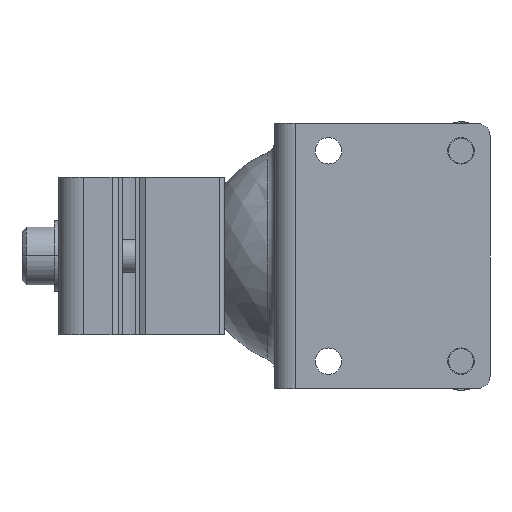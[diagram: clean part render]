
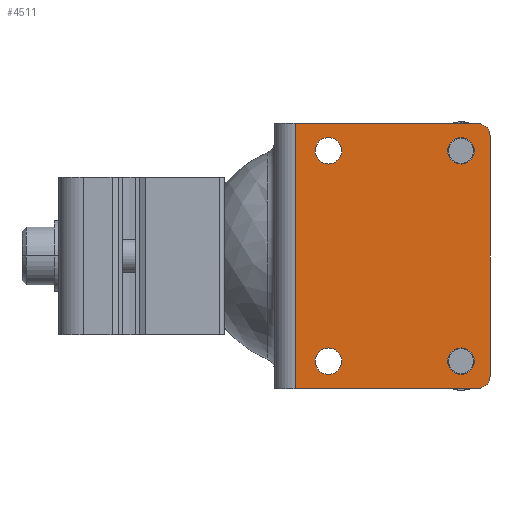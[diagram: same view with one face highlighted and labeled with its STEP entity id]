
A CAD part, left-side view. The second image highlights one B-rep face of the part: STEP entity #4511.
In plain terms, the highlighted planar face has unit normal (-1, 0, 0).
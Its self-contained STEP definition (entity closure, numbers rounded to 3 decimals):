
#3910=DIRECTION('',(0.,0.,1.));
#3911=VECTOR('',#3910,29.);
#3912=CARTESIAN_POINT('',(-20.,-21.3,-14.5));
#3913=LINE('',#3912,#3911);
#3922=DIRECTION('',(0.,1.,0.));
#3923=VECTOR('',#3922,22.);
#3924=CARTESIAN_POINT('',(-20.,-19.8,16.));
#3925=LINE('',#3924,#3923);
#3926=CARTESIAN_POINT('',(-20.,-19.8,14.5));
#3927=DIRECTION('',(-1.,0.,0.));
#3928=DIRECTION('',(0.,-1.,0.));
#3929=AXIS2_PLACEMENT_3D('',#3926,#3927,#3928);
#3931=CARTESIAN_POINT('',(-20.,-19.8,-14.5));
#3932=DIRECTION('',(-1.,0.,0.));
#3933=DIRECTION('',(0.,0.,-1.));
#3934=AXIS2_PLACEMENT_3D('',#3931,#3932,#3933);
#3936=CARTESIAN_POINT('',(-20.,-17.8,12.7));
#3937=DIRECTION('',(1.,0.,0.));
#3938=DIRECTION('',(0.,1.,0.));
#3939=AXIS2_PLACEMENT_3D('',#3936,#3937,#3938);
#3941=CARTESIAN_POINT('',(-20.,-17.8,12.7));
#3942=DIRECTION('',(1.,0.,0.));
#3943=DIRECTION('',(0.,-1.,0.));
#3944=AXIS2_PLACEMENT_3D('',#3941,#3942,#3943);
#3946=CARTESIAN_POINT('',(-20.,-1.8,12.7));
#3947=DIRECTION('',(1.,0.,0.));
#3948=DIRECTION('',(0.,1.,0.));
#3949=AXIS2_PLACEMENT_3D('',#3946,#3947,#3948);
#3951=CARTESIAN_POINT('',(-20.,-1.8,12.7));
#3952=DIRECTION('',(1.,0.,0.));
#3953=DIRECTION('',(0.,-1.,0.));
#3954=AXIS2_PLACEMENT_3D('',#3951,#3952,#3953);
#3956=CARTESIAN_POINT('',(-20.,-17.8,-12.7));
#3957=DIRECTION('',(1.,0.,0.));
#3958=DIRECTION('',(0.,1.,0.));
#3959=AXIS2_PLACEMENT_3D('',#3956,#3957,#3958);
#3961=CARTESIAN_POINT('',(-20.,-17.8,-12.7));
#3962=DIRECTION('',(1.,0.,0.));
#3963=DIRECTION('',(0.,-1.,0.));
#3964=AXIS2_PLACEMENT_3D('',#3961,#3962,#3963);
#3966=CARTESIAN_POINT('',(-20.,-1.8,-12.7));
#3967=DIRECTION('',(1.,0.,0.));
#3968=DIRECTION('',(0.,1.,0.));
#3969=AXIS2_PLACEMENT_3D('',#3966,#3967,#3968);
#3971=CARTESIAN_POINT('',(-20.,-1.8,-12.7));
#3972=DIRECTION('',(1.,0.,0.));
#3973=DIRECTION('',(0.,-1.,0.));
#3974=AXIS2_PLACEMENT_3D('',#3971,#3972,#3973);
#3976=DIRECTION('',(0.,0.,-1.));
#3977=VECTOR('',#3976,32.);
#3978=CARTESIAN_POINT('',(-20.,2.2,16.));
#3979=LINE('',#3978,#3977);
#4018=DIRECTION('',(0.,1.,0.));
#4019=VECTOR('',#4018,22.);
#4020=CARTESIAN_POINT('',(-20.,-19.8,-16.));
#4021=LINE('',#4020,#4019);
#4227=CARTESIAN_POINT('',(-20.,2.2,16.));
#4229=VERTEX_POINT('',#4227);
#4231=CARTESIAN_POINT('',(-20.,-19.8,16.));
#4232=VERTEX_POINT('',#4231);
#4243=CARTESIAN_POINT('',(-20.,2.2,-16.));
#4244=VERTEX_POINT('',#4243);
#4247=CARTESIAN_POINT('',(-20.,-21.3,14.5));
#4248=VERTEX_POINT('',#4247);
#4249=CARTESIAN_POINT('',(-20.,-21.3,-14.5));
#4250=VERTEX_POINT('',#4249);
#4251=CARTESIAN_POINT('',(-20.,-19.8,-16.));
#4252=VERTEX_POINT('',#4251);
#4253=CARTESIAN_POINT('',(-20.,-16.2,12.7));
#4254=CARTESIAN_POINT('',(-20.,-19.4,12.7));
#4255=VERTEX_POINT('',#4253);
#4256=VERTEX_POINT('',#4254);
#4257=CARTESIAN_POINT('',(-20.,-0.2,12.7));
#4258=CARTESIAN_POINT('',(-20.,-3.4,12.7));
#4259=VERTEX_POINT('',#4257);
#4260=VERTEX_POINT('',#4258);
#4261=CARTESIAN_POINT('',(-20.,-16.2,-12.7));
#4262=CARTESIAN_POINT('',(-20.,-19.4,-12.7));
#4263=VERTEX_POINT('',#4261);
#4264=VERTEX_POINT('',#4262);
#4265=CARTESIAN_POINT('',(-20.,-0.2,-12.7));
#4266=CARTESIAN_POINT('',(-20.,-3.4,-12.7));
#4267=VERTEX_POINT('',#4265);
#4268=VERTEX_POINT('',#4266);
#4472=CARTESIAN_POINT('',(-20.,-9.55,0.));
#4473=DIRECTION('',(1.,0.,0.));
#4474=DIRECTION('',(0.,1.,0.));
#4475=AXIS2_PLACEMENT_3D('',#4472,#4473,#4474);
#4476=PLANE('',#4475);
#4478=ORIENTED_EDGE('',*,*,#4477,.F.);
#4480=ORIENTED_EDGE('',*,*,#4479,.F.);
#4481=ORIENTED_EDGE('',*,*,#4416,.F.);
#4482=ORIENTED_EDGE('',*,*,#4439,.F.);
#4483=ORIENTED_EDGE('',*,*,#4456,.F.);
#4485=ORIENTED_EDGE('',*,*,#4484,.T.);
#4486=EDGE_LOOP('',(#4478,#4480,#4481,#4482,#4483,#4485));
#4487=FACE_OUTER_BOUND('',#4486,.F.);
#4489=ORIENTED_EDGE('',*,*,#4488,.F.);
#4491=ORIENTED_EDGE('',*,*,#4490,.F.);
#4492=EDGE_LOOP('',(#4489,#4491));
#4493=FACE_BOUND('',#4492,.F.);
#4495=ORIENTED_EDGE('',*,*,#4494,.F.);
#4496=ORIENTED_EDGE('',*,*,#4344,.F.);
#4497=EDGE_LOOP('',(#4495,#4496));
#4498=FACE_BOUND('',#4497,.F.);
#4500=ORIENTED_EDGE('',*,*,#4499,.F.);
#4502=ORIENTED_EDGE('',*,*,#4501,.F.);
#4503=EDGE_LOOP('',(#4500,#4502));
#4504=FACE_BOUND('',#4503,.F.);
#4506=ORIENTED_EDGE('',*,*,#4505,.F.);
#4508=ORIENTED_EDGE('',*,*,#4507,.F.);
#4509=EDGE_LOOP('',(#4506,#4508));
#4510=FACE_BOUND('',#4509,.F.);
#4511=ADVANCED_FACE('',(#4487,#4493,#4498,#4504,#4510),#4476,.F.);
#3930=CIRCLE('',#3929,1.5);
#3935=CIRCLE('',#3934,1.5);
#3940=CIRCLE('',#3939,1.6);
#3945=CIRCLE('',#3944,1.6);
#3950=CIRCLE('',#3949,1.6);
#3955=CIRCLE('',#3954,1.6);
#3960=CIRCLE('',#3959,1.6);
#3965=CIRCLE('',#3964,1.6);
#3970=CIRCLE('',#3969,1.6);
#3975=CIRCLE('',#3974,1.6);
#4344=EDGE_CURVE('',#4260,#4259,#3955,.T.);
#4416=EDGE_CURVE('',#4248,#4232,#3930,.T.);
#4439=EDGE_CURVE('',#4250,#4248,#3913,.T.);
#4456=EDGE_CURVE('',#4252,#4250,#3935,.T.);
#4477=EDGE_CURVE('',#4229,#4244,#3979,.T.);
#4479=EDGE_CURVE('',#4232,#4229,#3925,.T.);
#4484=EDGE_CURVE('',#4252,#4244,#4021,.T.);
#4488=EDGE_CURVE('',#4255,#4256,#3940,.T.);
#4490=EDGE_CURVE('',#4256,#4255,#3945,.T.);
#4494=EDGE_CURVE('',#4259,#4260,#3950,.T.);
#4499=EDGE_CURVE('',#4263,#4264,#3960,.T.);
#4501=EDGE_CURVE('',#4264,#4263,#3965,.T.);
#4505=EDGE_CURVE('',#4267,#4268,#3970,.T.);
#4507=EDGE_CURVE('',#4268,#4267,#3975,.T.);
